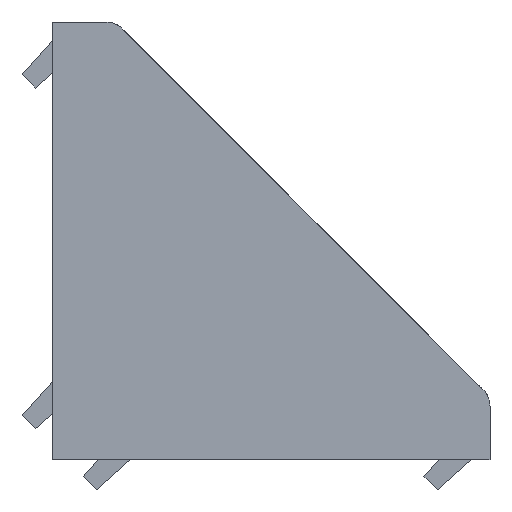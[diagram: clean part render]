
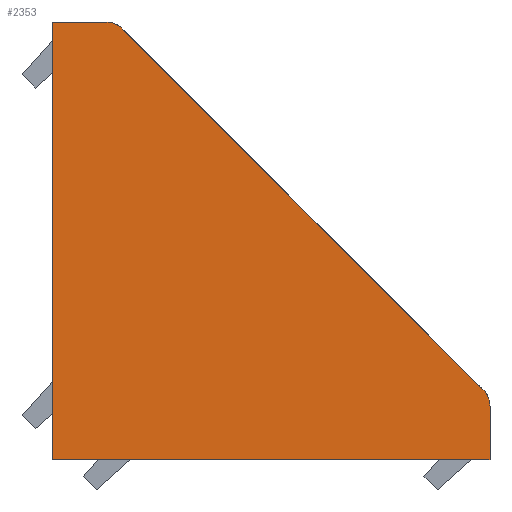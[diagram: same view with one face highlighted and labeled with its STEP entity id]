
A CAD part, front view. The second image highlights one B-rep face of the part: STEP entity #2353.
In plain terms, the highlighted planar face has unit normal (0, -1, 0).
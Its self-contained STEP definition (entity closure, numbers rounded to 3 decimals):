
#54=CIRCLE('',#2559,2.);
#55=CIRCLE('',#2561,2.);
#206=FACE_OUTER_BOUND('',#338,.T.);
#338=EDGE_LOOP('',(#1834,#1835,#1836,#1837,#1838,#1839,#1840));
#493=LINE('',#3516,#758);
#547=LINE('',#3776,#812);
#548=LINE('',#3777,#813);
#549=LINE('',#3779,#814);
#550=LINE('',#3782,#815);
#758=VECTOR('',#2836,10.);
#812=VECTOR('',#3016,10.);
#813=VECTOR('',#3017,10.);
#814=VECTOR('',#3018,10.);
#815=VECTOR('',#3021,10.);
#1018=VERTEX_POINT('',#3513);
#1019=VERTEX_POINT('',#3515);
#1092=VERTEX_POINT('',#3769);
#1093=VERTEX_POINT('',#3770);
#1094=VERTEX_POINT('',#3775);
#1095=VERTEX_POINT('',#3778);
#1096=VERTEX_POINT('',#3780);
#1275=EDGE_CURVE('',#1019,#1018,#493,.T.);
#1372=EDGE_CURVE('',#1092,#1093,#54,.T.);
#1375=EDGE_CURVE('',#1092,#1094,#547,.T.);
#1376=EDGE_CURVE('',#1094,#1019,#548,.T.);
#1377=EDGE_CURVE('',#1018,#1095,#549,.T.);
#1378=EDGE_CURVE('',#1096,#1095,#55,.T.);
#1379=EDGE_CURVE('',#1096,#1093,#550,.T.);
#1834=ORIENTED_EDGE('',*,*,#1372,.F.);
#1835=ORIENTED_EDGE('',*,*,#1375,.T.);
#1836=ORIENTED_EDGE('',*,*,#1376,.T.);
#1837=ORIENTED_EDGE('',*,*,#1275,.T.);
#1838=ORIENTED_EDGE('',*,*,#1377,.T.);
#1839=ORIENTED_EDGE('',*,*,#1378,.F.);
#1840=ORIENTED_EDGE('',*,*,#1379,.T.);
#2238=PLANE('',#2560);
#2353=ADVANCED_FACE('',(#206),#2238,.T.);
#2559=AXIS2_PLACEMENT_3D('',#3771,#3010,#3011);
#2560=AXIS2_PLACEMENT_3D('',#3774,#3014,#3015);
#2561=AXIS2_PLACEMENT_3D('',#3781,#3019,#3020);
#2836=DIRECTION('',(1.,0.,0.));
#3010=DIRECTION('center_axis',(0.,1.,0.));
#3011=DIRECTION('ref_axis',(0.383,0.,0.924));
#3014=DIRECTION('center_axis',(0.,-1.,0.));
#3015=DIRECTION('ref_axis',(0.,0.,-1.));
#3016=DIRECTION('',(-1.,0.,0.));
#3017=DIRECTION('',(0.,0.,-1.));
#3018=DIRECTION('',(0.,0.,1.));
#3019=DIRECTION('center_axis',(0.,1.,0.));
#3020=DIRECTION('ref_axis',(0.924,0.,0.383));
#3021=DIRECTION('',(-0.707,0.,0.707));
#3513=CARTESIAN_POINT('',(36.,-19.,0.));
#3515=CARTESIAN_POINT('',(0.,-19.,0.));
#3516=CARTESIAN_POINT('',(0.,-19.,0.));
#3769=CARTESIAN_POINT('',(4.372,-19.,36.));
#3770=CARTESIAN_POINT('',(5.786,-19.,35.414));
#3771=CARTESIAN_POINT('Origin',(4.372,-19.,34.));
#3774=CARTESIAN_POINT('Origin',(13.862,-19.,13.862));
#3775=CARTESIAN_POINT('',(0.,-19.,36.));
#3776=CARTESIAN_POINT('',(5.2,-19.,36.));
#3777=CARTESIAN_POINT('',(0.,-19.,36.));
#3778=CARTESIAN_POINT('',(36.,-19.,4.372));
#3779=CARTESIAN_POINT('',(36.,-19.,0.));
#3780=CARTESIAN_POINT('',(35.414,-19.,5.786));
#3781=CARTESIAN_POINT('Origin',(34.,-19.,4.372));
#3782=CARTESIAN_POINT('',(36.,-19.,5.2));
